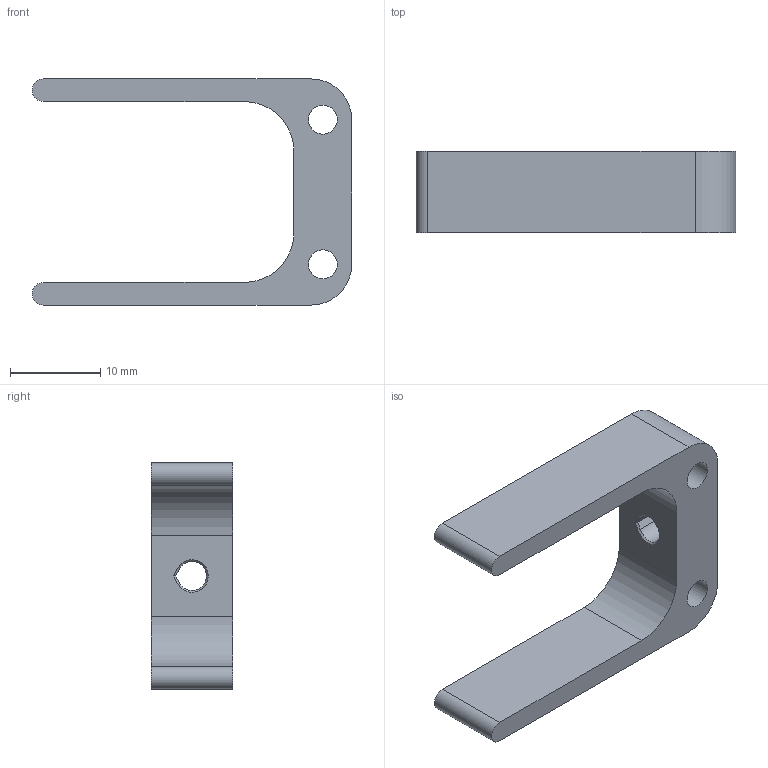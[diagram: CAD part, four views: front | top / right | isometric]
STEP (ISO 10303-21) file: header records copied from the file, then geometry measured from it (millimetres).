
FILE_DESCRIPTION(/* description */ (''),/* implementation_level */ '2;1');
FILE_NAME(/* name */ '2gt-cover-spacer.step',/* time_stamp */ '2023-01-14T11:28:46+07:00',/* author */ (''),/* organization */ (''),/* preprocessor_version */ 'ST-DEVELOPER v19.2',/* originating_system */ 'Autodesk Translation Framework v11.17.0.187',/* authorisation */ '');
FILE_SCHEMA (('AUTOMOTIVE_DESIGN { 1 0 10303 214 3 1 1 }'));
Length unit declared in the file: millimetre
Products named in the file (1): 2GT Cover Spacer
Bounding box: 35.35 x 9 x 25 mm (x, y, z)
Volume: 2510.8 mm3; surface area: 2345.7 mm2
Topology: 1 solids, 1 shells, 32 faces, 78 edges, 49 vertices
Faces by surface type: plane 19, cylinder 10, cone 3
Full cylindrical faces by diameter (mm): 3.2 x2
Entity records: 985 total; most frequent: DIRECTION 167, CARTESIAN_POINT 160, ORIENTED_EDGE 156, EDGE_CURVE 78, AXIS2_PLACEMENT_3D 56, LINE 55, VECTOR 55, VERTEX_POINT 49
